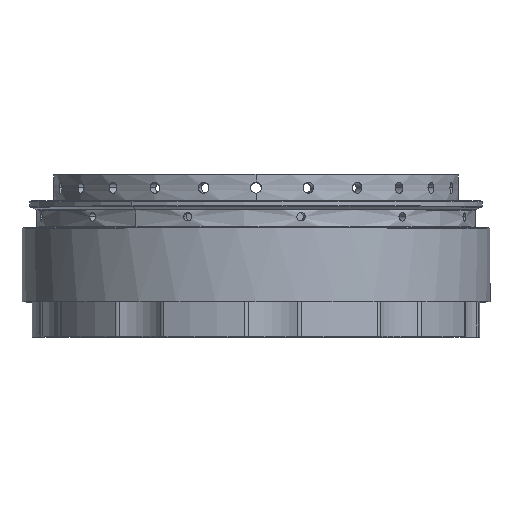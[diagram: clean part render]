
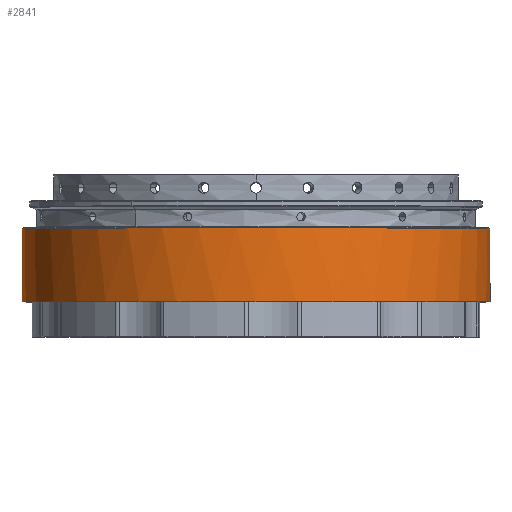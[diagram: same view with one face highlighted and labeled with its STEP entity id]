
A CAD part, top view. The second image highlights one B-rep face of the part: STEP entity #2841.
In plain terms, the highlighted cylindrical face has radius 84.455 mm (diameter 168.91 mm), a partial arc.
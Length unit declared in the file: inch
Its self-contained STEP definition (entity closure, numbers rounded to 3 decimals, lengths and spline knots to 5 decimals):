
#277 = DIRECTION ( 'NONE',  ( -1., 0., 0. ) ) ;
#422 = ORIENTED_EDGE ( 'NONE', *, *, #5847, .T. ) ;
#499 = EDGE_LOOP ( 'NONE', ( #8797, #6661, #422, #6130, #6502 ) ) ;
#697 = DIRECTION ( 'NONE',  ( 0., 1., 0. ) ) ;
#953 = DIRECTION ( 'NONE',  ( 0., -1., 0. ) ) ;
#993 = EDGE_CURVE ( 'NONE', #8610, #8643, #9139, .T. ) ;
#1027 = DIRECTION ( 'NONE',  ( -0.547, 0., 0.837 ) ) ;
#1093 = CARTESIAN_POINT ( 'NONE',  ( -3.325, 1.93478, 0. ) ) ;
#1652 = DIRECTION ( 'NONE',  ( 0., -1., 0. ) ) ;
#1811 = AXIS2_PLACEMENT_3D ( 'NONE', #4385, #6133, #277 ) ;
#1975 = EDGE_CURVE ( 'NONE', #8610, #6286, #8988, .T. ) ;
#2441 = CARTESIAN_POINT ( 'NONE',  ( -1.81859, 1.63689, 2.78359 ) ) ;
#2700 = CARTESIAN_POINT ( 'NONE',  ( -3.325, 0.5913, 0. ) ) ;
#2841 = ADVANCED_FACE ( 'NONE', ( #4989 ), #5118, .T. ) ;
#3944 = VERTEX_POINT ( 'NONE', #4633 ) ;
#4171 = CARTESIAN_POINT ( 'NONE',  ( 0., 1.63689, 0. ) ) ;
#4385 = CARTESIAN_POINT ( 'NONE',  ( 0., 0.5913, 0. ) ) ;
#4456 = DIRECTION ( 'NONE',  ( 0., 1., 0. ) ) ;
#4498 = VECTOR ( 'NONE', #4456, 39.37008 ) ;
#4633 = CARTESIAN_POINT ( 'NONE',  ( 3.325, 1.63689, 0. ) ) ;
#4926 = AXIS2_PLACEMENT_3D ( 'NONE', #8623, #9391, #6035 ) ;
#4989 = FACE_OUTER_BOUND ( 'NONE', #499, .T. ) ;
#5005 = CIRCLE ( 'NONE', #10043, 3.325 ) ;
#5118 = CYLINDRICAL_SURFACE ( 'NONE', #4926, 3.325 ) ;
#5495 = LINE ( 'NONE', #9899, #10529 ) ;
#5699 = EDGE_CURVE ( 'NONE', #8643, #3944, #5495, .T. ) ;
#5847 = EDGE_CURVE ( 'NONE', #3944, #10313, #7099, .T. ) ;
#6035 = DIRECTION ( 'NONE',  ( -1., 0., 0. ) ) ;
#6130 = ORIENTED_EDGE ( 'NONE', *, *, #6889, .T. ) ;
#6133 = DIRECTION ( 'NONE',  ( 0., 1., 0. ) ) ;
#6286 = VERTEX_POINT ( 'NONE', #7331 ) ;
#6502 = ORIENTED_EDGE ( 'NONE', *, *, #1975, .F. ) ;
#6661 = ORIENTED_EDGE ( 'NONE', *, *, #5699, .T. ) ;
#6889 = EDGE_CURVE ( 'NONE', #10313, #6286, #5005, .T. ) ;
#7099 = CIRCLE ( 'NONE', #10476, 3.325 ) ;
#7331 = CARTESIAN_POINT ( 'NONE',  ( -3.325, 1.63689, 0. ) ) ;
#7744 = CARTESIAN_POINT ( 'NONE',  ( 0., 1.63689, 0. ) ) ;
#8610 = VERTEX_POINT ( 'NONE', #2700 ) ;
#8623 = CARTESIAN_POINT ( 'NONE',  ( 0., 1.93478, 0. ) ) ;
#8631 = CARTESIAN_POINT ( 'NONE',  ( 3.325, 0.5913, 0. ) ) ;
#8643 = VERTEX_POINT ( 'NONE', #8631 ) ;
#8797 = ORIENTED_EDGE ( 'NONE', *, *, #993, .T. ) ;
#8988 = LINE ( 'NONE', #1093, #4498 ) ;
#9139 = CIRCLE ( 'NONE', #1811, 3.325 ) ;
#9204 = DIRECTION ( 'NONE',  ( -0.547, 0., 0.837 ) ) ;
#9391 = DIRECTION ( 'NONE',  ( 0., 1., 0. ) ) ;
#9899 = CARTESIAN_POINT ( 'NONE',  ( 3.325, 1.93478, 0. ) ) ;
#10043 = AXIS2_PLACEMENT_3D ( 'NONE', #7744, #953, #1027 ) ;
#10313 = VERTEX_POINT ( 'NONE', #2441 ) ;
#10476 = AXIS2_PLACEMENT_3D ( 'NONE', #4171, #1652, #9204 ) ;
#10529 = VECTOR ( 'NONE', #697, 39.37008 ) ;
